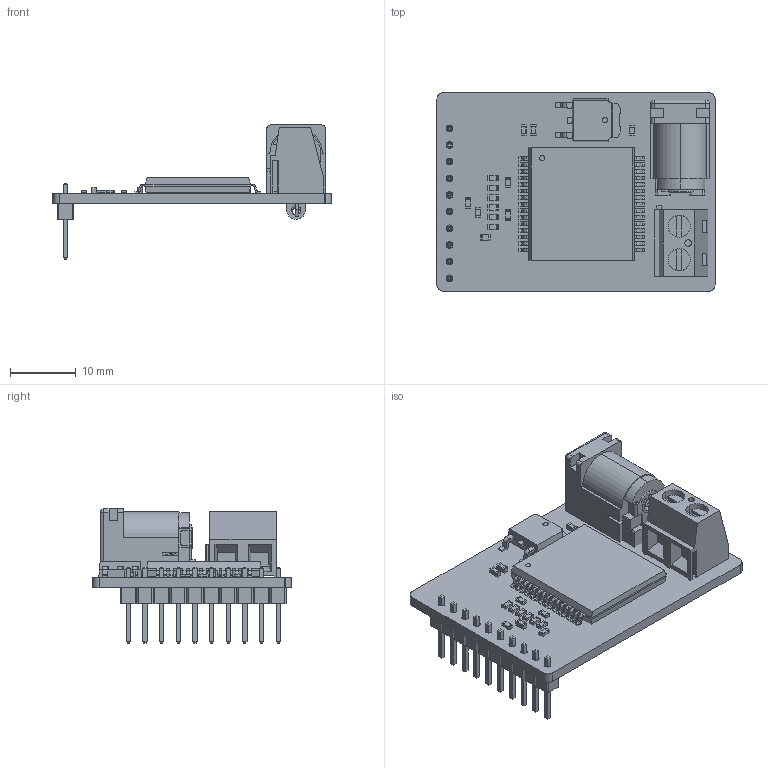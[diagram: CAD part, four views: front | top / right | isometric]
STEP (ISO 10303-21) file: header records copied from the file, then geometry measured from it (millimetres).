
FILE_DESCRIPTION(('KiCad electronic assembly'),'2;1');
FILE_NAME('small_hbridge.step','2025-03-18T00:59:26',('Pcbnew'),('Kicad' ),'Open CASCADE STEP processor 7.8','KiCad to STEP converter', 'Unknown');
FILE_SCHEMA(('AUTOMOTIVE_DESIGN { 1 0 10303 214 1 1 1 1 }'));
Length unit declared in the file: millimetre
Products named in the file (16): small_hbridge 1; R_0603_1608Metric; 282837-2; PJ-037A; CUI_DEVICES_PJ-037A; C_0603_1608Metric; STD3NK100Z; FERD20H100SB-TR; PinHeader_1x10_P2.54mm_Vertical; PinHeader_1x10_P254mm_Vertical; MultiPowerSO-30_STM; part; small_hbridge_PCB
Assembly tree (27 placements, depth 3):
  small_hbridge 1
    R_0603_1608Metric  x10
      R_0603_1608Metric
    282837-2
      282837-2
    PJ-037A
      CUI_DEVICES_PJ-037A
    C_0603_1608Metric  x4
      C_0603_1608Metric
    STD3NK100Z
      FERD20H100SB-TR
    PinHeader_1x10_P2.54mm_Vertical
      PinHeader_1x10_P254mm_Vertical
    MultiPowerSO-30_STM
      part
    small_hbridge_PCB
Bounding box: 42.42 x 30.35 x 20.44 mm (x, y, z)
Volume: 4267.5 mm3; surface area: 6908.1 mm2
Topology: 62 solids, 62 shells, 1539 faces, 3947 edges, 2565 vertices
Faces by surface type: plane 1127, cylinder 383, bspline 12, torus 8, sphere 5, cone 4
Full cylindrical faces by diameter (mm): 0.805 x1, 1 x10, 1.27 x2
Entity records: 43188 total; most frequent: CARTESIAN_POINT 7319, ORIENTED_EDGE 6222, DIRECTION 6084, EDGE_CURVE 3111, LINE 2508, VECTOR 2508, VERTEX_POINT 2025, AXIS2_PLACEMENT_3D 1788
